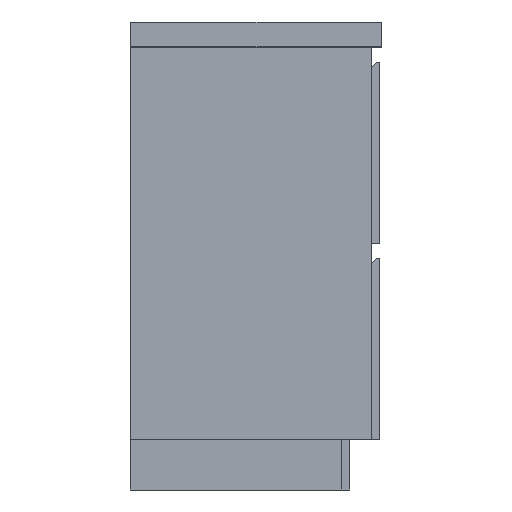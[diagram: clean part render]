
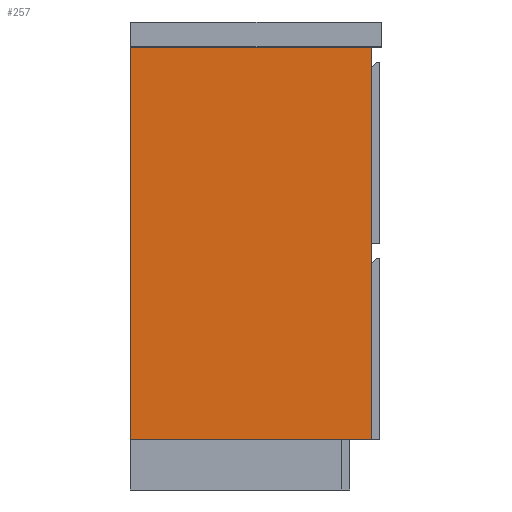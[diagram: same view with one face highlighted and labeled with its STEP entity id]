
A CAD part, left-side view. The second image highlights one B-rep face of the part: STEP entity #257.
In plain terms, the highlighted planar face has unit normal (-1, 0, 0).
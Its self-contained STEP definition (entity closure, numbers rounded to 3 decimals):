
#257=ADVANCED_FACE('',(#341),#1300,.T.);
#341=FACE_OUTER_BOUND('',#425,.T.);
#425=EDGE_LOOP('',(#609,#610,#611,#612));
#609=ORIENTED_EDGE('',*,*,#902,.F.);
#610=ORIENTED_EDGE('',*,*,#889,.T.);
#611=ORIENTED_EDGE('',*,*,#900,.T.);
#612=ORIENTED_EDGE('',*,*,#901,.F.);
#889=EDGE_CURVE('',#1202,#1201,#1064,.T.);
#900=EDGE_CURVE('',#1201,#1209,#1075,.T.);
#901=EDGE_CURVE('',#1210,#1209,#1076,.T.);
#902=EDGE_CURVE('',#1202,#1210,#1077,.T.);
#1064=B_SPLINE_CURVE_WITH_KNOTS('',1,(#1860,#1861),.UNSPECIFIED.,.F.,.F.,
(2,2),(-780.,0.),.UNSPECIFIED.);
#1075=B_SPLINE_CURVE_WITH_KNOTS('',1,(#1882,#1883),.UNSPECIFIED.,.F.,.F.,
(2,2),(-480.,0.),.UNSPECIFIED.);
#1076=B_SPLINE_CURVE_WITH_KNOTS('',1,(#1884,#1885),.UNSPECIFIED.,.F.,.F.,
(2,2),(-780.,0.),.UNSPECIFIED.);
#1077=B_SPLINE_CURVE_WITH_KNOTS('',1,(#1886,#1887),.UNSPECIFIED.,.F.,.F.,
(2,2),(-480.,0.),.UNSPECIFIED.);
#1201=VERTEX_POINT('',#1840);
#1202=VERTEX_POINT('',#1841);
#1209=VERTEX_POINT('',#1848);
#1210=VERTEX_POINT('',#1849);
#1300=PLANE('',#1490);
#1490=AXIS2_PLACEMENT_3D('',#1829,#1585,$);
#1585=DIRECTION('',(-1.,0.,0.));
#1829=CARTESIAN_POINT('',(-894.,-468.,528.));
#1840=CARTESIAN_POINT('',(-894.,390.,480.));
#1841=CARTESIAN_POINT('',(-894.,-390.,480.));
#1848=CARTESIAN_POINT('',(-894.,390.,0.));
#1849=CARTESIAN_POINT('',(-894.,-390.,0.));
#1860=CARTESIAN_POINT('',(-894.,-390.,480.));
#1861=CARTESIAN_POINT('',(-894.,390.,480.));
#1882=CARTESIAN_POINT('',(-894.,390.,480.));
#1883=CARTESIAN_POINT('',(-894.,390.,0.));
#1884=CARTESIAN_POINT('',(-894.,-390.,0.));
#1885=CARTESIAN_POINT('',(-894.,390.,0.));
#1886=CARTESIAN_POINT('',(-894.,-390.,480.));
#1887=CARTESIAN_POINT('',(-894.,-390.,0.));
